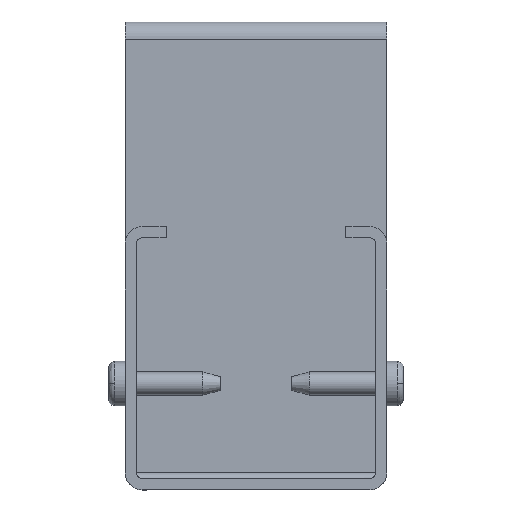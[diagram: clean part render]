
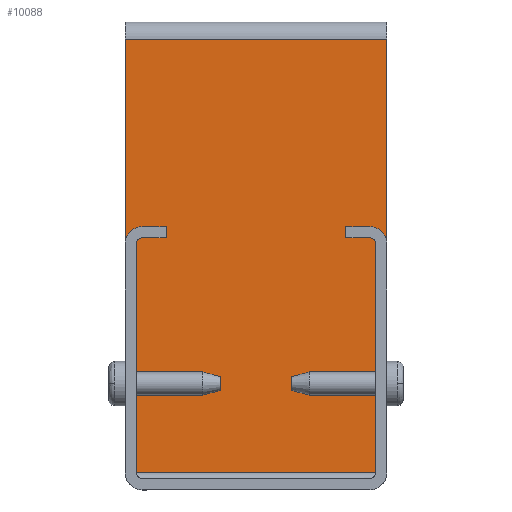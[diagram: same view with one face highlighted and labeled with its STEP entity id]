
A CAD part, left-side view. The second image highlights one B-rep face of the part: STEP entity #10088.
In plain terms, the highlighted planar face has unit normal (-1, 0, 0).
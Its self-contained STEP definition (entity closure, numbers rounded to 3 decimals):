
#53 = CARTESIAN_POINT ( 'NONE',  ( 60.1, -19.1, 40.5 ) ) ;
#100 = CIRCLE ( 'NONE', #7843, 1. ) ;
#225 = VERTEX_POINT ( 'NONE', #3189 ) ;
#235 = DIRECTION ( 'NONE',  ( 0., 0., -1. ) ) ;
#366 = EDGE_CURVE ( 'NONE', #4284, #1704, #10518, .T. ) ;
#440 = CARTESIAN_POINT ( 'NONE',  ( 60.1, 15.1, 0. ) ) ;
#520 = EDGE_CURVE ( 'NONE', #225, #6283, #1954, .T. ) ;
#677 = VERTEX_POINT ( 'NONE', #6533 ) ;
#769 = CARTESIAN_POINT ( 'NONE',  ( 60.1, -22., -1.9 ) ) ;
#869 = CARTESIAN_POINT ( 'NONE',  ( 60.1, 19.1, 40.5 ) ) ;
#884 = CARTESIAN_POINT ( 'NONE',  ( 60.1, -20.1, 0. ) ) ;
#1050 = VERTEX_POINT ( 'NONE', #8040 ) ;
#1080 = VECTOR ( 'NONE', #12092, 1000. ) ;
#1154 = CARTESIAN_POINT ( 'NONE',  ( 60.1, 15.1, 40.5 ) ) ;
#1313 = AXIS2_PLACEMENT_3D ( 'NONE', #3480, #8178, #2330 ) ;
#1339 = DIRECTION ( 'NONE',  ( 0., 1., 0. ) ) ;
#1388 = ORIENTED_EDGE ( 'NONE', *, *, #9701, .T. ) ;
#1401 = VERTEX_POINT ( 'NONE', #869 ) ;
#1556 = AXIS2_PLACEMENT_3D ( 'NONE', #6793, #8761, #1793 ) ;
#1602 = CARTESIAN_POINT ( 'NONE',  ( 60.1, 15.1, 42.4 ) ) ;
#1704 = VERTEX_POINT ( 'NONE', #4105 ) ;
#1793 = DIRECTION ( 'NONE',  ( 0., 0., 1. ) ) ;
#1805 = DIRECTION ( 'NONE',  ( 0., 1., 0. ) ) ;
#1812 = EDGE_CURVE ( 'NONE', #4436, #1401, #9915, .T. ) ;
#1954 = LINE ( 'NONE', #884, #8829 ) ;
#1984 = CARTESIAN_POINT ( 'NONE',  ( 60.1, -22., 73.9 ) ) ;
#2289 = EDGE_CURVE ( 'NONE', #4289, #6885, #5053, .T. ) ;
#2330 = DIRECTION ( 'NONE',  ( 0., 0., 1. ) ) ;
#2343 = DIRECTION ( 'NONE',  ( 1., 0., 0. ) ) ;
#2523 = AXIS2_PLACEMENT_3D ( 'NONE', #10036, #2343, #5324 ) ;
#2723 = EDGE_CURVE ( 'NONE', #4004, #7424, #10651, .T. ) ;
#2762 = ORIENTED_EDGE ( 'NONE', *, *, #5924, .T. ) ;
#2810 = VERTEX_POINT ( 'NONE', #3800 ) ;
#2868 = CARTESIAN_POINT ( 'NONE',  ( 60.1, -19.1, 39.5 ) ) ;
#2911 = ORIENTED_EDGE ( 'NONE', *, *, #3533, .T. ) ;
#3072 = VECTOR ( 'NONE', #11439, 1000. ) ;
#3128 = EDGE_CURVE ( 'NONE', #1401, #1050, #12019, .T. ) ;
#3138 = ORIENTED_EDGE ( 'NONE', *, *, #366, .F. ) ;
#3152 = AXIS2_PLACEMENT_3D ( 'NONE', #5243, #6013, #235 ) ;
#3161 = VECTOR ( 'NONE', #1339, 1000. ) ;
#3189 = CARTESIAN_POINT ( 'NONE',  ( 60.1, -20.1, 1. ) ) ;
#3296 = FACE_OUTER_BOUND ( 'NONE', #11066, .T. ) ;
#3480 = CARTESIAN_POINT ( 'NONE',  ( 60.1, -22., 0. ) ) ;
#3533 = EDGE_CURVE ( 'NONE', #2810, #6154, #12407, .T. ) ;
#3709 = ORIENTED_EDGE ( 'NONE', *, *, #11935, .T. ) ;
#3776 = EDGE_CURVE ( 'NONE', #677, #1704, #12296, .T. ) ;
#3800 = CARTESIAN_POINT ( 'NONE',  ( 60.1, -15.1, 40.5 ) ) ;
#3847 = LINE ( 'NONE', #769, #11312 ) ;
#3926 = CARTESIAN_POINT ( 'NONE',  ( 60.1, -22., 1. ) ) ;
#3951 = VERTEX_POINT ( 'NONE', #5125 ) ;
#4004 = VERTEX_POINT ( 'NONE', #9199 ) ;
#4105 = CARTESIAN_POINT ( 'NONE',  ( 60.1, 22., 73.9 ) ) ;
#4196 = ORIENTED_EDGE ( 'NONE', *, *, #1812, .T. ) ;
#4274 = CARTESIAN_POINT ( 'NONE',  ( 60.1, -22., 40.5 ) ) ;
#4284 = VERTEX_POINT ( 'NONE', #4635 ) ;
#4288 = VECTOR ( 'NONE', #8023, 1000. ) ;
#4289 = VERTEX_POINT ( 'NONE', #11503 ) ;
#4432 = CARTESIAN_POINT ( 'NONE',  ( 60.1, 22., 0. ) ) ;
#4436 = VERTEX_POINT ( 'NONE', #1154 ) ;
#4635 = CARTESIAN_POINT ( 'NONE',  ( 60.1, 22., 39.5 ) ) ;
#4654 = ORIENTED_EDGE ( 'NONE', *, *, #520, .T. ) ;
#4845 = EDGE_CURVE ( 'NONE', #6154, #7424, #8272, .T. ) ;
#4896 = DIRECTION ( 'NONE',  ( 0., -1., 0. ) ) ;
#5023 = DIRECTION ( 'NONE',  ( -1., 0., 0. ) ) ;
#5053 = LINE ( 'NONE', #9858, #4288 ) ;
#5125 = CARTESIAN_POINT ( 'NONE',  ( 60.1, 20.1, 1. ) ) ;
#5243 = CARTESIAN_POINT ( 'NONE',  ( 60.1, 19.1, 39.5 ) ) ;
#5289 = VECTOR ( 'NONE', #7401, 1000. ) ;
#5324 = DIRECTION ( 'NONE',  ( 0., 0., -1. ) ) ;
#5440 = DIRECTION ( 'NONE',  ( 0., 0., 1. ) ) ;
#5517 = CARTESIAN_POINT ( 'NONE',  ( 60.1, -19.1, 42.4 ) ) ;
#5924 = EDGE_CURVE ( 'NONE', #6283, #11049, #100, .T. ) ;
#6013 = DIRECTION ( 'NONE',  ( -1., 0., 0. ) ) ;
#6015 = VECTOR ( 'NONE', #6165, 1000. ) ;
#6154 = VERTEX_POINT ( 'NONE', #9663 ) ;
#6165 = DIRECTION ( 'NONE',  ( 0., 0., -1. ) ) ;
#6242 = EDGE_CURVE ( 'NONE', #3951, #225, #7198, .T. ) ;
#6283 = VERTEX_POINT ( 'NONE', #7190 ) ;
#6293 = ORIENTED_EDGE ( 'NONE', *, *, #6614, .F. ) ;
#6301 = CIRCLE ( 'NONE', #2523, 2.9 ) ;
#6533 = CARTESIAN_POINT ( 'NONE',  ( 60.1, -22., 73.9 ) ) ;
#6614 = EDGE_CURVE ( 'NONE', #677, #4004, #3847, .T. ) ;
#6658 = LINE ( 'NONE', #4274, #3161 ) ;
#6704 = DIRECTION ( 'NONE',  ( 0., 0., 1. ) ) ;
#6793 = CARTESIAN_POINT ( 'NONE',  ( 60.1, -19.1, 39.5 ) ) ;
#6885 = VERTEX_POINT ( 'NONE', #1602 ) ;
#7190 = CARTESIAN_POINT ( 'NONE',  ( 60.1, -20.1, 39.5 ) ) ;
#7198 = LINE ( 'NONE', #3926, #12552 ) ;
#7239 = DIRECTION ( 'NONE',  ( 0., 1., 0. ) ) ;
#7401 = DIRECTION ( 'NONE',  ( 0., 0., -1. ) ) ;
#7424 = VERTEX_POINT ( 'NONE', #5517 ) ;
#7436 = ORIENTED_EDGE ( 'NONE', *, *, #12390, .T. ) ;
#7843 = AXIS2_PLACEMENT_3D ( 'NONE', #2868, #5023, #11847 ) ;
#8012 = ORIENTED_EDGE ( 'NONE', *, *, #4845, .T. ) ;
#8023 = DIRECTION ( 'NONE',  ( 0., -1., 0. ) ) ;
#8040 = CARTESIAN_POINT ( 'NONE',  ( 60.1, 20.1, 39.5 ) ) ;
#8178 = DIRECTION ( 'NONE',  ( -1., 0., 0. ) ) ;
#8272 = LINE ( 'NONE', #8337, #1080 ) ;
#8337 = CARTESIAN_POINT ( 'NONE',  ( 60.1, -22., 42.4 ) ) ;
#8489 = CARTESIAN_POINT ( 'NONE',  ( 60.1, -15.1, 0. ) ) ;
#8761 = DIRECTION ( 'NONE',  ( -1., 0., 0. ) ) ;
#8829 = VECTOR ( 'NONE', #6704, 1000. ) ;
#8898 = ORIENTED_EDGE ( 'NONE', *, *, #3128, .T. ) ;
#9049 = LINE ( 'NONE', #9089, #6015 ) ;
#9089 = CARTESIAN_POINT ( 'NONE',  ( 60.1, 20.1, 0. ) ) ;
#9199 = CARTESIAN_POINT ( 'NONE',  ( 60.1, -22., 39.5 ) ) ;
#9279 = CARTESIAN_POINT ( 'NONE',  ( 60.1, -22., 40.5 ) ) ;
#9663 = CARTESIAN_POINT ( 'NONE',  ( 60.1, -15.1, 42.4 ) ) ;
#9669 = LINE ( 'NONE', #440, #5289 ) ;
#9701 = EDGE_CURVE ( 'NONE', #11049, #2810, #6658, .T. ) ;
#9858 = CARTESIAN_POINT ( 'NONE',  ( 60.1, -22., 42.4 ) ) ;
#9901 = VECTOR ( 'NONE', #5440, 1000. ) ;
#9915 = LINE ( 'NONE', #9279, #11140 ) ;
#10036 = CARTESIAN_POINT ( 'NONE',  ( 60.1, 19.1, 39.5 ) ) ;
#10088 = ADVANCED_FACE ( 'NONE', ( #3296 ), #11115, .T. ) ;
#10518 = LINE ( 'NONE', #4432, #9901 ) ;
#10568 = ORIENTED_EDGE ( 'NONE', *, *, #2289, .T. ) ;
#10651 = CIRCLE ( 'NONE', #1556, 2.9 ) ;
#10703 = ORIENTED_EDGE ( 'NONE', *, *, #3776, .T. ) ;
#11049 = VERTEX_POINT ( 'NONE', #53 ) ;
#11066 = EDGE_LOOP ( 'NONE', ( #7436, #11797, #4654, #2762, #1388, #2911, #8012, #11138, #6293, #10703, #3138, #11630, #10568, #3709, #4196, #8898 ) ) ;
#11115 = PLANE ( 'NONE',  #1313 ) ;
#11138 = ORIENTED_EDGE ( 'NONE', *, *, #2723, .F. ) ;
#11140 = VECTOR ( 'NONE', #7239, 1000. ) ;
#11312 = VECTOR ( 'NONE', #11526, 1000. ) ;
#11439 = DIRECTION ( 'NONE',  ( 0., 0., 1. ) ) ;
#11503 = CARTESIAN_POINT ( 'NONE',  ( 60.1, 19.1, 42.4 ) ) ;
#11526 = DIRECTION ( 'NONE',  ( 0., 0., -1. ) ) ;
#11630 = ORIENTED_EDGE ( 'NONE', *, *, #12490, .T. ) ;
#11797 = ORIENTED_EDGE ( 'NONE', *, *, #6242, .T. ) ;
#11847 = DIRECTION ( 'NONE',  ( 0., 0., 1. ) ) ;
#11935 = EDGE_CURVE ( 'NONE', #6885, #4436, #9669, .T. ) ;
#12019 = CIRCLE ( 'NONE', #3152, 1. ) ;
#12092 = DIRECTION ( 'NONE',  ( 0., -1., 0. ) ) ;
#12296 = LINE ( 'NONE', #1984, #12466 ) ;
#12390 = EDGE_CURVE ( 'NONE', #1050, #3951, #9049, .T. ) ;
#12407 = LINE ( 'NONE', #8489, #3072 ) ;
#12466 = VECTOR ( 'NONE', #1805, 1000. ) ;
#12490 = EDGE_CURVE ( 'NONE', #4284, #4289, #6301, .T. ) ;
#12552 = VECTOR ( 'NONE', #4896, 1000. ) ;
